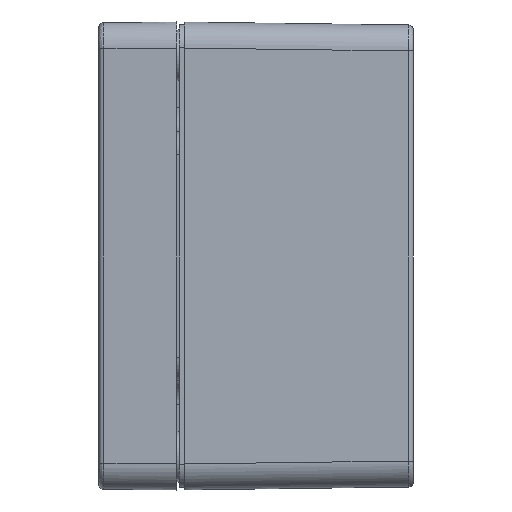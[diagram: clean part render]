
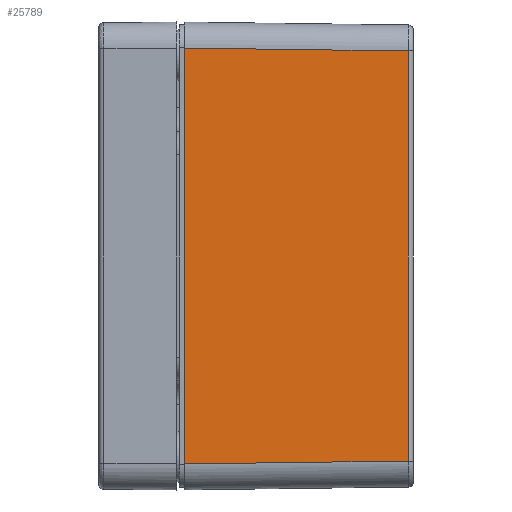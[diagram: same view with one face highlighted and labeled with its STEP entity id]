
A CAD part, left-side view. The second image highlights one B-rep face of the part: STEP entity #25789.
In plain terms, the highlighted planar face has unit normal (-1, -0.013, 0).
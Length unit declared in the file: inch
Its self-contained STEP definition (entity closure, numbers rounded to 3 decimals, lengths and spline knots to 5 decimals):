
#5380 = ORIENTED_EDGE ( 'NONE', *, *, #46609, .F. ) ;
#9615 = LINE ( 'NONE', #39128, #41329 ) ;
#10130 = EDGE_CURVE ( 'NONE', #42357, #45342, #40053, .T. ) ;
#11496 = CARTESIAN_POINT ( 'NONE',  ( -0.47826, -1.7328, -0.25791 ) ) ;
#15564 = CARTESIAN_POINT ( 'NONE',  ( -0.50043, -0.03937, -0.28008 ) ) ;
#16225 = CARTESIAN_POINT ( 'NONE',  ( -0.47826, -1.7328, 2.84636 ) ) ;
#20268 = PLANE ( 'NONE',  #40736 ) ;
#23708 = DIRECTION ( 'NONE',  ( 0.013, -1., 0.013 ) ) ;
#24441 = CARTESIAN_POINT ( 'NONE',  ( -0.50043, -0.03937, 2.86853 ) ) ;
#24597 = DIRECTION ( 'NONE',  ( -0.013, 1., 0. ) ) ;
#24838 = VECTOR ( 'NONE', #43599, 39.37008 ) ;
#25789 = ADVANCED_FACE ( 'NONE', ( #49010 ), #20268, .T. ) ;
#26000 = ORIENTED_EDGE ( 'NONE', *, *, #45444, .T. ) ;
#27482 = LINE ( 'NONE', #15564, #28886 ) ;
#28125 = DIRECTION ( 'NONE',  ( -1., -0.013, 0. ) ) ;
#28886 = VECTOR ( 'NONE', #23708, 39.37008 ) ;
#31505 = CARTESIAN_POINT ( 'NONE',  ( -0.50043, -0.03937, -0.28008 ) ) ;
#34294 = CARTESIAN_POINT ( 'NONE',  ( -0.50043, -0.03937, 1.29423 ) ) ;
#36625 = ORIENTED_EDGE ( 'NONE', *, *, #52258, .T. ) ;
#37076 = VECTOR ( 'NONE', #51907, 39.37008 ) ;
#38336 = DIRECTION ( 'NONE',  ( 0., 0., 1. ) ) ;
#39128 = CARTESIAN_POINT ( 'NONE',  ( -0.47826, -1.7328, -0.47743 ) ) ;
#39786 = CARTESIAN_POINT ( 'NONE',  ( -0.50068, -0.02061, 2.86878 ) ) ;
#40053 = LINE ( 'NONE', #39786, #24838 ) ;
#40736 = AXIS2_PLACEMENT_3D ( 'NONE', #48470, #28125, #24597 ) ;
#41329 = VECTOR ( 'NONE', #38336, 39.37008 ) ;
#41467 = VERTEX_POINT ( 'NONE', #31505 ) ;
#42357 = VERTEX_POINT ( 'NONE', #24441 ) ;
#43491 = LINE ( 'NONE', #34294, #37076 ) ;
#43599 = DIRECTION ( 'NONE',  ( 0.013, -1., -0.013 ) ) ;
#45342 = VERTEX_POINT ( 'NONE', #16225 ) ;
#45444 = EDGE_CURVE ( 'NONE', #53202, #45342, #9615, .T. ) ;
#46553 = EDGE_LOOP ( 'NONE', ( #26000, #49373, #5380, #36625 ) ) ;
#46609 = EDGE_CURVE ( 'NONE', #41467, #42357, #43491, .T. ) ;
#48470 = CARTESIAN_POINT ( 'NONE',  ( -0.50095, 0., -0.47743 ) ) ;
#49010 = FACE_OUTER_BOUND ( 'NONE', #46553, .T. ) ;
#49373 = ORIENTED_EDGE ( 'NONE', *, *, #10130, .F. ) ;
#51907 = DIRECTION ( 'NONE',  ( 0., 0., 1. ) ) ;
#52258 = EDGE_CURVE ( 'NONE', #41467, #53202, #27482, .T. ) ;
#53202 = VERTEX_POINT ( 'NONE', #11496 ) ;
